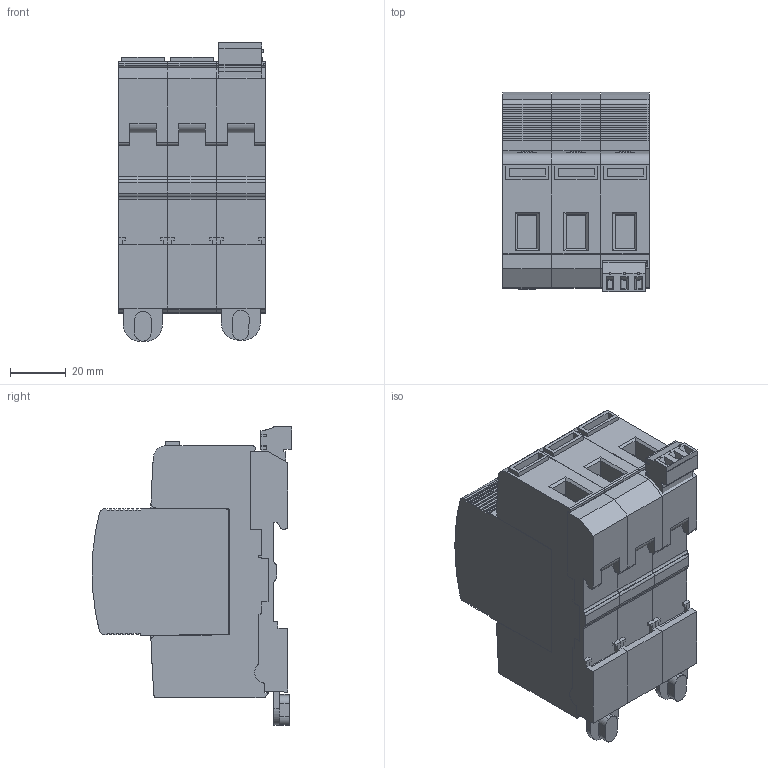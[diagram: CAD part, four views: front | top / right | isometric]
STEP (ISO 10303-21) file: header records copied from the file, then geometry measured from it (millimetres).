
FILE_DESCRIPTION((''),'2;1');
FILE_NAME('SIMPLIFIED_ASM','2019-10-28T15:22:34',('gaelle.pezzani'),(''),'CREO PARAMETRIC BY PTC INC, 2018260','CREO PARAMETRIC BY PTC INC, 2018260','');
FILE_SCHEMA(('CONFIG_CONTROL_DESIGN'));
Length unit declared in the file: millimetre
Products named in the file (49): BASE_1_1_1_1; BASE_1_2_1_1; BASE_1_ASM_1_ASM_1_ASM; CROCHET_1_1_1; PRT0001_1_1_1; SIMPLIFIED_ASM_2_ASM_1_ASM_1_ASM; M9LC275_3D-SIMPLIFIED_ASM_1_ASM_ASM; BASE-P_1_2_1; BORNIER_2_1; BASE-2_2_1; VIS_BORNIER_1_1; VIS1_1_1_1; VIS1_1_2_1; VIS1_1_ASM_1_ASM; SIMPLIFIED_ASM_2_ASM_1_ASM; M9L11120_3D-SIMPLIFIED_ASM_1_ASM; BASE_1_1_1_1_1; BASE_1_2_1_1_1; BASE_1_ASM_1_1_ASM_1_ASM; CROCHET_1_1_1_1; PRT0001_1_1_1_1; SIMPLIFIED_ASM_2_ASM_1_1_ASM_1_ASM; M9LC275_3D-SIMPLIFIED_ASM_1_1_A_ASM; BASE-P_1_2_1_1; BASE-2_2_1_1; VIS1_1_1_2_1_1; VIS1_1_1_2_2_1; VIS1_1_1_2_ASM_1_ASM; SIMPLIFIED_ASM_2_1_ASM_1_ASM; ASM0001_ASM_1_ASM; SIMPLIFIED_ASM_1_ASM; M9L12240_3D-SIMPLIFIED_ASM; ACCROCHE; BASE_1_1_1; BASE_1_2_1; BASE_1_ASM_1_ASM; CROCHET_1_1; PRT0001_1_1; SIMPLIFIED_ASM_2_ASM_1_1_ASM; M9LC275_3D-SIMPLIFIED_ASM_1_ASM ...
Assembly tree (53 placements, depth 9):
  SIMPLIFIED_ASM
    M9L12240_3D-SIMPLIFIED_ASM
      SIMPLIFIED_ASM_1_ASM
        M9L11120_3D-SIMPLIFIED_ASM_1_ASM
          SIMPLIFIED_ASM_2_ASM_1_ASM
            M9LC275_3D-SIMPLIFIED_ASM_1_ASM_ASM
              SIMPLIFIED_ASM_2_ASM_1_ASM_1_ASM
                BASE_1_ASM_1_ASM_1_ASM
                  BASE_1_1_1_1
                  BASE_1_2_1_1
                CROCHET_1_1_1
                PRT0001_1_1_1
            BASE-P_1_2_1
            BORNIER_2_1
            BASE-2_2_1
            VIS_BORNIER_1_1  x3
            VIS1_1_ASM_1_ASM  x2
              VIS1_1_1_1
              VIS1_1_2_1
        ASM0001_ASM_1_ASM
          SIMPLIFIED_ASM_2_1_ASM_1_ASM
            M9LC275_3D-SIMPLIFIED_ASM_1_1_A_ASM
              SIMPLIFIED_ASM_2_ASM_1_1_ASM_1_ASM
                BASE_1_ASM_1_1_ASM_1_ASM
                  BASE_1_1_1_1_1
                  BASE_1_2_1_1_1
                CROCHET_1_1_1_1
                PRT0001_1_1_1_1
            BASE-P_1_2_1_1
            BASE-2_2_1_1
            VIS1_1_1_2_ASM_1_ASM  x2
              VIS1_1_1_2_1_1
              VIS1_1_1_2_2_1
    ACCROCHE
    M9L11120_3D-SIMPLIFIED_ASM
      SIMPLIFIED_ASM_2_ASM
        M9LC275_3D-SIMPLIFIED_ASM_1_ASM
          SIMPLIFIED_ASM_2_ASM_1_1_ASM
            BASE_1_ASM_1_ASM
              BASE_1_1_1
              BASE_1_2_1
            CROCHET_1_1
            PRT0001_1_1
        BASE-P_1_2
        BASE-2_2
        ACCROCHE_1
        VIS1_1_ASM  x2
          VIS1_1_1
          VIS1_1_2
Bounding box: 52.47 x 71.5 x 106.8 mm (x, y, z)
Volume: 249675.9 mm3; surface area: 87380.3 mm2
Topology: 36 solids, 37 shells, 1688 faces, 4862 edges, 3279 vertices
Faces by surface type: plane 1245, cylinder 383, extrusion 35, torus 12, cone 10, bspline 3
Entity records: 56272 total; most frequent: CARTESIAN_POINT 11921, ORIENTED_EDGE 9352, DIRECTION 8824, EDGE_CURVE 4676, VECTOR 3560, LINE 3525, VERTEX_POINT 3147, AXIS2_PLACEMENT_3D 2632
